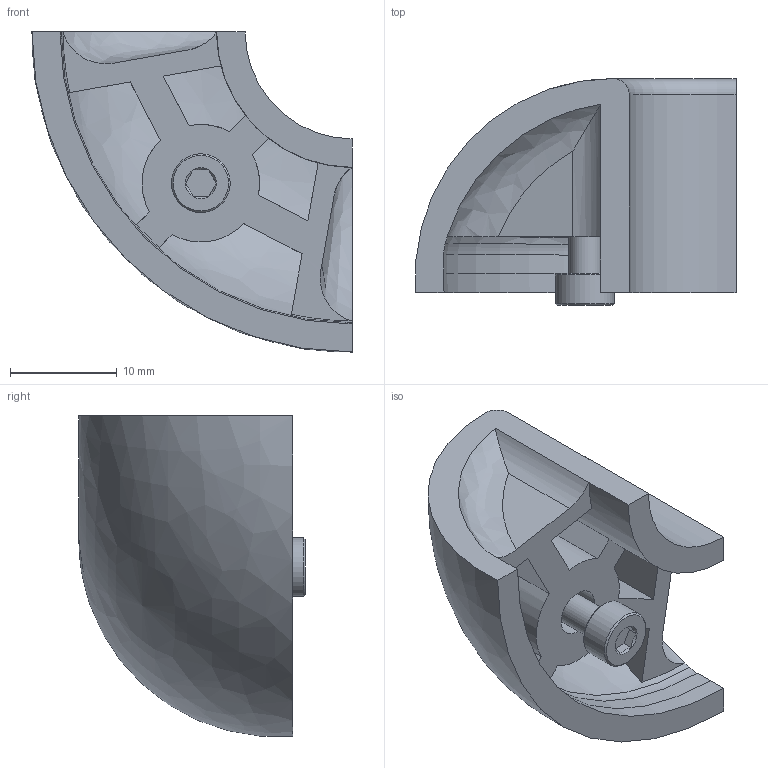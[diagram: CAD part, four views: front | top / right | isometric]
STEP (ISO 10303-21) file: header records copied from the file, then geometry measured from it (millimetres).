
FILE_DESCRIPTION(/* description */ (''),/* implementation_level */ '2;1');
FILE_NAME(/* name */ 'Conner Piece-v1.5.step',/* time_stamp */ '2024-08-27T16:13:19+08:00',/* author */ (''),/* organization */ (''),/* preprocessor_version */ 'ST-DEVELOPER v20',/* originating_system */ 'Autodesk Translation Framework v13.14.0.145',/* authorisation */ '');
FILE_SCHEMA (('AUTOMOTIVE_DESIGN { 1 0 10303 214 3 1 1 }'));
Length unit declared in the file: millimetre
Products named in the file (3): Conner Piece-v1.5; Outer Corner (1); M3x10 SH v3 (1)
Assembly tree (2 placements, depth 2):
  Conner Piece-v1.5
    Outer Corner (1)
    M3x10 SH v3 (1)
Bounding box: 29.94 x 21.2 x 29.94 mm (x, y, z)
Volume: 5492.9 mm3; surface area: 4120.4 mm2
Topology: 2 solids, 2 shells, 59 faces, 140 edges, 88 vertices
Faces by surface type: plane 29, cylinder 12, cone 9, bspline 7, torus 2
Full cylindrical faces by diameter (mm): 3 x1, 4.4 x1, 5.5 x1
Entity records: 2247 total; most frequent: CARTESIAN_POINT 846, ORIENTED_EDGE 280, DIRECTION 271, EDGE_CURVE 140, AXIS2_PLACEMENT_3D 104, VERTEX_POINT 88, LINE 63, VECTOR 63
